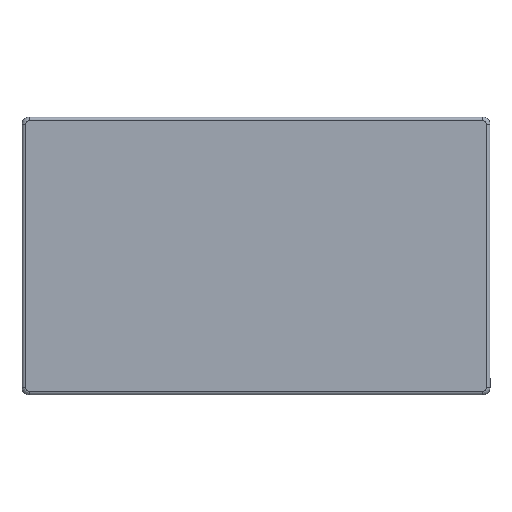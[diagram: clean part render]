
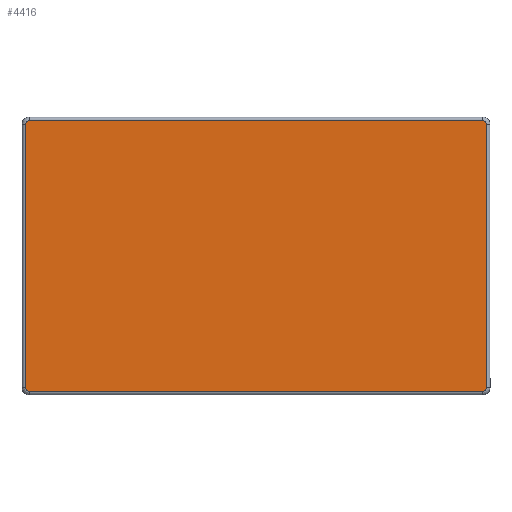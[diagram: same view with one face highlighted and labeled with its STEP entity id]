
A CAD part, front view. The second image highlights one B-rep face of the part: STEP entity #4416.
In plain terms, the highlighted planar face has unit normal (0, -1, 0).
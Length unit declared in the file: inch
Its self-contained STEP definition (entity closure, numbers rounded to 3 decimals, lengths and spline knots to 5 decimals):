
#255=PLANE('',#4933);
#506=FACE_OUTER_BOUND('',#796,.T.);
#796=EDGE_LOOP('',(#3969,#3970,#3971,#3972,#3973,#3974,#3975,#3976));
#1224=LINE('',#7329,#1687);
#1226=LINE('',#7349,#1689);
#1228=LINE('',#7369,#1691);
#1230=LINE('',#7386,#1693);
#1687=VECTOR('',#6044,0.3937);
#1689=VECTOR('',#6056,0.3937);
#1691=VECTOR('',#6068,0.3937);
#1693=VECTOR('',#6078,0.3937);
#1892=CIRCLE('',#4908,0.0625);
#1898=CIRCLE('',#4915,0.0625);
#1902=CIRCLE('',#4920,0.0625);
#1906=CIRCLE('',#4925,0.0625);
#2249=VERTEX_POINT('',#7317);
#2250=VERTEX_POINT('',#7319);
#2252=VERTEX_POINT('',#7325);
#2254=VERTEX_POINT('',#7339);
#2256=VERTEX_POINT('',#7345);
#2258=VERTEX_POINT('',#7359);
#2260=VERTEX_POINT('',#7365);
#2262=VERTEX_POINT('',#7379);
#2820=EDGE_CURVE('',#2249,#2250,#1892,.T.);
#2825=EDGE_CURVE('',#2250,#2252,#1224,.T.);
#2828=EDGE_CURVE('',#2252,#2254,#1898,.T.);
#2831=EDGE_CURVE('',#2254,#2256,#1226,.T.);
#2834=EDGE_CURVE('',#2256,#2258,#1902,.T.);
#2837=EDGE_CURVE('',#2258,#2260,#1228,.T.);
#2840=EDGE_CURVE('',#2260,#2262,#1906,.T.);
#2842=EDGE_CURVE('',#2262,#2249,#1230,.T.);
#3969=ORIENTED_EDGE('',*,*,#2820,.F.);
#3970=ORIENTED_EDGE('',*,*,#2842,.F.);
#3971=ORIENTED_EDGE('',*,*,#2840,.F.);
#3972=ORIENTED_EDGE('',*,*,#2837,.F.);
#3973=ORIENTED_EDGE('',*,*,#2834,.F.);
#3974=ORIENTED_EDGE('',*,*,#2831,.F.);
#3975=ORIENTED_EDGE('',*,*,#2828,.F.);
#3976=ORIENTED_EDGE('',*,*,#2825,.F.);
#4416=ADVANCED_FACE('',(#506),#255,.F.);
#4908=AXIS2_PLACEMENT_3D('',#7320,#6033,#6034);
#4915=AXIS2_PLACEMENT_3D('',#7343,#6049,#6050);
#4920=AXIS2_PLACEMENT_3D('',#7363,#6061,#6062);
#4925=AXIS2_PLACEMENT_3D('',#7383,#6073,#6074);
#4933=AXIS2_PLACEMENT_3D('',#7405,#6098,#6099);
#6033=DIRECTION('center_axis',(0.,1.,0.));
#6034=DIRECTION('ref_axis',(0.707,0.,-0.707));
#6044=DIRECTION('',(-1.,0.,0.));
#6049=DIRECTION('center_axis',(0.,1.,0.));
#6050=DIRECTION('ref_axis',(-0.707,0.,-0.707));
#6056=DIRECTION('',(0.,0.,1.));
#6061=DIRECTION('center_axis',(0.,1.,0.));
#6062=DIRECTION('ref_axis',(-0.707,0.,0.707));
#6068=DIRECTION('',(1.,0.,0.));
#6073=DIRECTION('center_axis',(0.,1.,0.));
#6074=DIRECTION('ref_axis',(0.707,0.,0.707));
#6078=DIRECTION('',(0.,0.,-1.));
#6098=DIRECTION('center_axis',(0.,1.,0.));
#6099=DIRECTION('ref_axis',(0.,0.,1.));
#7317=CARTESIAN_POINT('',(1.63393,0.,-5.17857));
#7319=CARTESIAN_POINT('',(1.57143,0.,-5.24107));
#7320=CARTESIAN_POINT('Origin',(1.57143,0.,-5.17857));
#7325=CARTESIAN_POINT('',(-2.92857,0.,-5.24107));
#7329=CARTESIAN_POINT('',(0.44643,0.,-5.24107));
#7339=CARTESIAN_POINT('',(-2.99107,0.,-5.17857));
#7343=CARTESIAN_POINT('Origin',(-2.92857,0.,-5.17857));
#7345=CARTESIAN_POINT('',(-2.99107,0.,2.57143));
#7349=CARTESIAN_POINT('',(-2.99107,0.,-3.24107));
#7359=CARTESIAN_POINT('',(-2.92857,0.,2.63393));
#7363=CARTESIAN_POINT('Origin',(-2.92857,0.,2.57143));
#7365=CARTESIAN_POINT('',(1.57143,0.,2.63393));
#7369=CARTESIAN_POINT('',(-1.80357,0.,2.63393));
#7379=CARTESIAN_POINT('',(1.63393,0.,2.57143));
#7383=CARTESIAN_POINT('Origin',(1.57143,0.,2.57143));
#7386=CARTESIAN_POINT('',(1.63393,0.,0.63393));
#7405=CARTESIAN_POINT('Origin',(-0.67857,0.,-1.30357));
